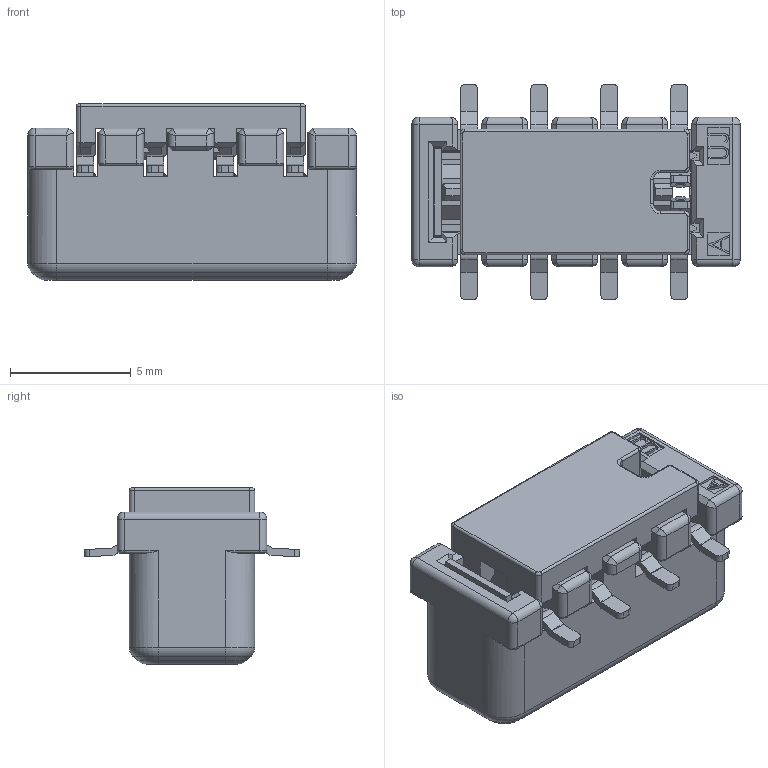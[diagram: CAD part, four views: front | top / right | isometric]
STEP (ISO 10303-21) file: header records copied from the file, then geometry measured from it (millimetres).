
FILE_DESCRIPTION (( 'STEP AP203' ), '1' );
FILE_NAME ('025_BTP_SMT_04F_V_ASSY_revD_Cµµ.STEP', '2022-07-19T01:55:58', ( '' ), ( '' ), 'SwSTEP 2.0', 'SolidWorks 2020', '' );
FILE_SCHEMA (( 'CONFIG_CONTROL_DESIGN' ));
Length unit declared in the file: millimetre
Products named in the file (4): 025_BTP_SMT_F_V_COVER_revB_220207; 025_BTP_SMT_04F_V_ASSY_revD_C紫; 025_BTP_SMT_04F_V_HSG_revB_210614; 025_SMT_F_V_TML_REVC_澗お煎 檣и 熱薑匐饜
Assembly tree (6 placements, depth 2):
  025_BTP_SMT_04F_V_ASSY_revD_C紫
    025_BTP_SMT_04F_V_HSG_revB_210614
    025_SMT_F_V_TML_REVC_澗お煎 檣и 熱薑匐饜  x4
    025_BTP_SMT_F_V_COVER_revB_220207
Bounding box: 13.6 x 8.93 x 7.3 mm (x, y, z)
Volume: 384.4 mm3; surface area: 1151.9 mm2
Topology: 6 solids, 6 shells, 1650 faces, 4482 edges, 2849 vertices
Faces by surface type: plane 950, cylinder 468, bspline 97, torus 95, sphere 28, cone 12
Entity records: 31752 total; most frequent: CARTESIAN_POINT 7692, ORIENTED_EDGE 5100, DIRECTION 4645, EDGE_CURVE 2550, LINE 1993, VECTOR 1993, VERTEX_POINT 1601, AXIS2_PLACEMENT_3D 1326
